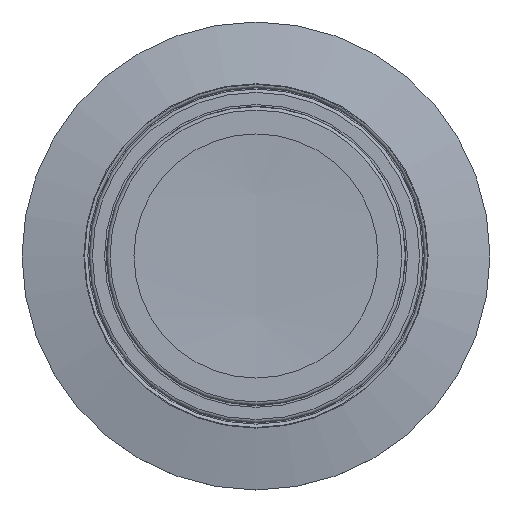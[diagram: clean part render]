
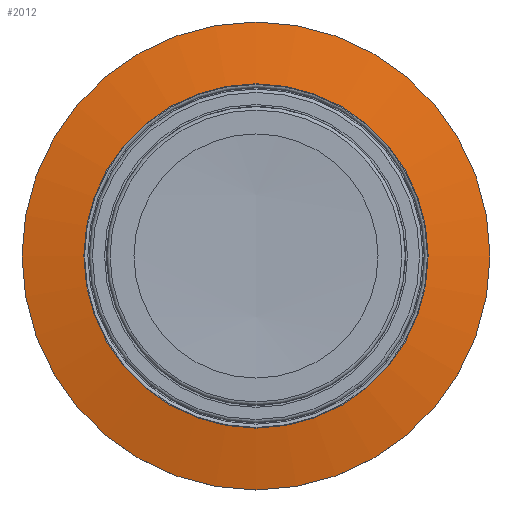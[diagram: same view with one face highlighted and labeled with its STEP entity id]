
A CAD part, top view. The second image highlights one B-rep face of the part: STEP entity #2012.
In plain terms, the highlighted conical face has half-angle 78.5 degrees and reference radius 12.107 mm.
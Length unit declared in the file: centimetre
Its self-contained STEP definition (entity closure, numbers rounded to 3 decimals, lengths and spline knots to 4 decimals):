
#30=CONICAL_SURFACE($,#2262,1.2107,78.5);
#106=FACE_BOUND($,#484,.T.);
#315=FACE_OUTER_BOUND($,#483,.T.);
#483=EDGE_LOOP($,(#1793));
#484=EDGE_LOOP($,(#1794));
#594=CIRCLE($,#2202,1.0264);
#617=CIRCLE($,#2261,1.395);
#974=VERTEX_POINT($,#6016);
#1020=VERTEX_POINT($,#7557);
#1210=EDGE_CURVE($,#974,#974,#594,.T.);
#1290=EDGE_CURVE($,#1020,#1020,#617,.T.);
#1793=ORIENTED_EDGE($,*,*,#1210,.F.);
#1794=ORIENTED_EDGE($,*,*,#1290,.T.);
#2012=ADVANCED_FACE($,(#315,#106),#30,.T.);
#2202=AXIS2_PLACEMENT_3D($,#6017,#2704,#2705);
#2261=AXIS2_PLACEMENT_3D($,#7558,#2854,#2855);
#2262=AXIS2_PLACEMENT_3D($,#7559,#2856,#2857);
#2704=DIRECTION('center_axis',(0.,0.,
1.));
#2705=DIRECTION('ref_axis',(0.,1.,0.));
#2854=DIRECTION('center_axis',(0.,0.,
1.));
#2855=DIRECTION('ref_axis',(0.,1.,0.));
#2856=DIRECTION('center_axis',(0.,0.,
-1.));
#2857=DIRECTION('ref_axis',(0.,1.,0.));
#6016=CARTESIAN_POINT('',(0.,1.0264,2.63));
#6017=CARTESIAN_POINT('Origin',(0.,0.,
2.63));
#7557=CARTESIAN_POINT('',(0.,1.395,2.555));
#7558=CARTESIAN_POINT('Origin',(0.,0.,
2.555));
#7559=CARTESIAN_POINT('Origin',(0.,0.,
2.5925));
